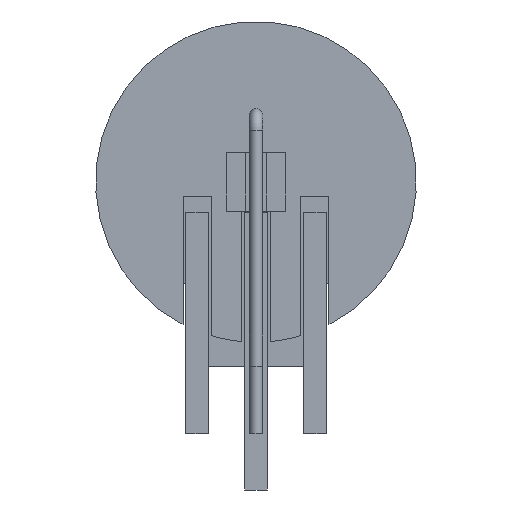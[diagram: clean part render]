
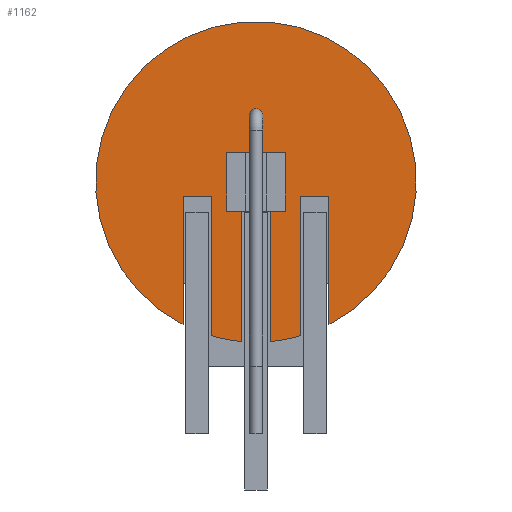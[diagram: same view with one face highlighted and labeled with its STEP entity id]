
A CAD part, front view. The second image highlights one B-rep face of the part: STEP entity #1162.
In plain terms, the highlighted planar face has unit normal (0, -1, 0).
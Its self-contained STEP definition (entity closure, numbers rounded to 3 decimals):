
#44=CIRCLE('',#1248,10.875);
#45=CIRCLE('',#1250,10.875);
#48=CIRCLE('',#1254,10.875);
#144=FACE_OUTER_BOUND('',#220,.T.);
#220=EDGE_LOOP('',(#977,#978,#979,#980,#981,#982,#983,#984,#985,#986,#987,
#988,#989,#990,#991,#992));
#285=LINE('',#1928,#404);
#288=LINE('',#1934,#407);
#292=LINE('',#1941,#411);
#297=LINE('',#1951,#416);
#299=LINE('',#1957,#418);
#305=LINE('',#1969,#424);
#308=LINE('',#1975,#427);
#311=LINE('',#1981,#430);
#325=LINE('',#2018,#444);
#327=LINE('',#2021,#446);
#332=LINE('',#2031,#451);
#336=LINE('',#2038,#455);
#337=LINE('',#2040,#456);
#404=VECTOR('',#1445,10.);
#407=VECTOR('',#1450,10.);
#411=VECTOR('',#1456,10.);
#416=VECTOR('',#1463,10.);
#418=VECTOR('',#1467,10.);
#424=VECTOR('',#1475,10.);
#427=VECTOR('',#1480,10.);
#430=VECTOR('',#1485,10.);
#444=VECTOR('',#1525,10.);
#446=VECTOR('',#1527,10.);
#451=VECTOR('',#1536,10.);
#455=VECTOR('',#1542,10.);
#456=VECTOR('',#1545,10.);
#524=VERTEX_POINT('',#1925);
#525=VERTEX_POINT('',#1927);
#527=VERTEX_POINT('',#1933);
#529=VERTEX_POINT('',#1940);
#531=VERTEX_POINT('',#1945);
#533=VERTEX_POINT('',#1949);
#534=VERTEX_POINT('',#1953);
#536=VERTEX_POINT('',#1956);
#540=VERTEX_POINT('',#1966);
#541=VERTEX_POINT('',#1968);
#543=VERTEX_POINT('',#1974);
#545=VERTEX_POINT('',#1980);
#555=VERTEX_POINT('',#2016);
#556=VERTEX_POINT('',#2020);
#559=VERTEX_POINT('',#2030);
#561=VERTEX_POINT('',#2036);
#647=EDGE_CURVE('',#525,#524,#285,.T.);
#650=EDGE_CURVE('',#527,#525,#288,.T.);
#654=EDGE_CURVE('',#529,#527,#292,.T.);
#659=EDGE_CURVE('',#531,#533,#297,.T.);
#661=EDGE_CURVE('',#536,#534,#299,.T.);
#667=EDGE_CURVE('',#541,#540,#305,.T.);
#670=EDGE_CURVE('',#543,#541,#308,.T.);
#673=EDGE_CURVE('',#545,#543,#311,.T.);
#676=EDGE_CURVE('',#534,#545,#44,.T.);
#677=EDGE_CURVE('',#540,#529,#45,.T.);
#680=EDGE_CURVE('',#524,#531,#48,.T.);
#693=EDGE_CURVE('',#533,#555,#325,.T.);
#695=EDGE_CURVE('',#556,#536,#327,.T.);
#700=EDGE_CURVE('',#555,#559,#332,.T.);
#704=EDGE_CURVE('',#559,#561,#336,.T.);
#705=EDGE_CURVE('',#561,#556,#337,.T.);
#977=ORIENTED_EDGE('',*,*,#647,.T.);
#978=ORIENTED_EDGE('',*,*,#680,.T.);
#979=ORIENTED_EDGE('',*,*,#659,.T.);
#980=ORIENTED_EDGE('',*,*,#693,.T.);
#981=ORIENTED_EDGE('',*,*,#700,.T.);
#982=ORIENTED_EDGE('',*,*,#704,.T.);
#983=ORIENTED_EDGE('',*,*,#705,.T.);
#984=ORIENTED_EDGE('',*,*,#695,.T.);
#985=ORIENTED_EDGE('',*,*,#661,.T.);
#986=ORIENTED_EDGE('',*,*,#676,.T.);
#987=ORIENTED_EDGE('',*,*,#673,.T.);
#988=ORIENTED_EDGE('',*,*,#670,.T.);
#989=ORIENTED_EDGE('',*,*,#667,.T.);
#990=ORIENTED_EDGE('',*,*,#677,.T.);
#991=ORIENTED_EDGE('',*,*,#654,.T.);
#992=ORIENTED_EDGE('',*,*,#650,.T.);
#1094=PLANE('',#1279);
#1162=ADVANCED_FACE('',(#144),#1094,.T.);
#1248=AXIS2_PLACEMENT_3D('',#1985,#1491,#1492);
#1250=AXIS2_PLACEMENT_3D('',#1987,#1495,#1496);
#1254=AXIS2_PLACEMENT_3D('',#1991,#1503,#1504);
#1279=AXIS2_PLACEMENT_3D('',#2068,#1583,#1584);
#1445=DIRECTION('',(0.,0.,-1.));
#1450=DIRECTION('',(1.,0.,0.));
#1456=DIRECTION('',(0.,0.,1.));
#1463=DIRECTION('',(0.,0.,1.));
#1467=DIRECTION('',(0.,0.,-1.));
#1475=DIRECTION('',(0.,0.,-1.));
#1480=DIRECTION('',(1.,0.,0.));
#1485=DIRECTION('',(0.,0.,1.));
#1491=DIRECTION('center_axis',(0.,-1.,0.));
#1492=DIRECTION('ref_axis',(1.,0.,0.));
#1495=DIRECTION('center_axis',(0.,-1.,0.));
#1496=DIRECTION('ref_axis',(1.,0.,0.));
#1503=DIRECTION('center_axis',(0.,-1.,0.));
#1504=DIRECTION('ref_axis',(1.,0.,0.));
#1525=DIRECTION('',(-1.,0.,0.));
#1527=DIRECTION('',(-1.,0.,0.));
#1536=DIRECTION('',(0.,0.,1.));
#1542=DIRECTION('',(1.,0.,0.));
#1545=DIRECTION('',(0.,0.,-1.));
#1583=DIRECTION('center_axis',(0.,-1.,0.));
#1584=DIRECTION('ref_axis',(1.,0.,0.));
#1925=CARTESIAN_POINT('',(-3.05,-0.87,2.061));
#1927=CARTESIAN_POINT('',(-3.05,-0.87,11.5));
#1928=CARTESIAN_POINT('',(-3.05,-0.87,12.));
#1933=CARTESIAN_POINT('',(-4.95,-0.87,11.5));
#1934=CARTESIAN_POINT('',(-2.475,-0.87,11.5));
#1940=CARTESIAN_POINT('',(-4.95,-0.87,2.817));
#1941=CARTESIAN_POINT('',(-4.95,-0.87,7.658));
#1945=CARTESIAN_POINT('',(-0.95,-0.87,1.667));
#1949=CARTESIAN_POINT('',(-0.95,-0.87,10.5));
#1951=CARTESIAN_POINT('',(-0.95,-0.87,7.063));
#1953=CARTESIAN_POINT('',(0.95,-0.87,1.667));
#1956=CARTESIAN_POINT('',(0.95,-0.87,10.5));
#1957=CARTESIAN_POINT('',(0.95,-0.87,11.5));
#1966=CARTESIAN_POINT('',(4.95,-0.87,2.817));
#1968=CARTESIAN_POINT('',(4.95,-0.87,11.5));
#1969=CARTESIAN_POINT('',(4.95,-0.87,12.));
#1974=CARTESIAN_POINT('',(3.05,-0.87,11.5));
#1975=CARTESIAN_POINT('',(1.525,-0.87,11.5));
#1980=CARTESIAN_POINT('',(3.05,-0.87,2.061));
#1981=CARTESIAN_POINT('',(3.05,-0.87,7.281));
#1985=CARTESIAN_POINT('Origin',(0.,-0.87,12.5));
#1987=CARTESIAN_POINT('Origin',(0.,-0.87,12.5));
#1991=CARTESIAN_POINT('Origin',(0.,-0.87,12.5));
#2016=CARTESIAN_POINT('',(-2.,-0.87,10.5));
#2018=CARTESIAN_POINT('',(-1.,-0.87,10.5));
#2020=CARTESIAN_POINT('',(2.,-0.87,10.5));
#2021=CARTESIAN_POINT('',(-1.,-0.87,10.5));
#2030=CARTESIAN_POINT('',(-2.,-0.87,14.5));
#2031=CARTESIAN_POINT('',(-2.,-0.87,13.5));
#2036=CARTESIAN_POINT('',(2.,-0.87,14.5));
#2038=CARTESIAN_POINT('',(1.,-0.87,14.5));
#2040=CARTESIAN_POINT('',(2.,-0.87,11.5));
#2068=CARTESIAN_POINT('Origin',(0.,-0.87,12.5));
